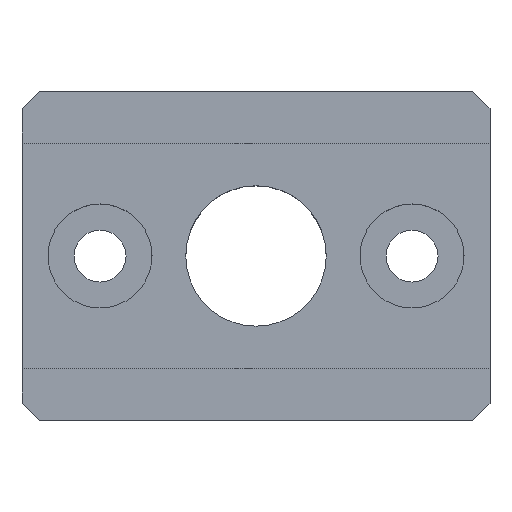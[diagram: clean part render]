
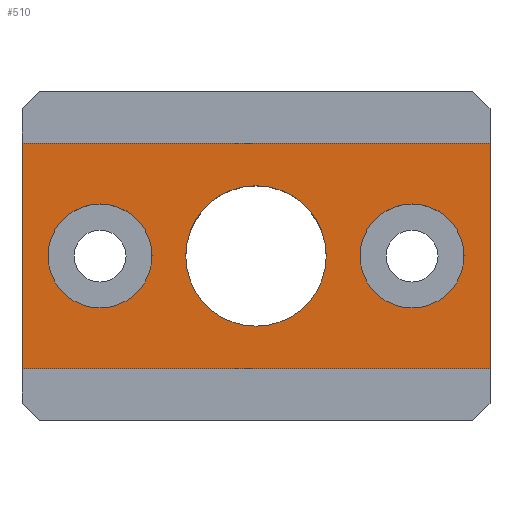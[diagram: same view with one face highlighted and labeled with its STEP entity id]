
A CAD part, top view. The second image highlights one B-rep face of the part: STEP entity #510.
In plain terms, the highlighted planar face has unit normal (0, 0, 1).
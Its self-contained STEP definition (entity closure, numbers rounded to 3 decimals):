
#13=DIRECTION('',(0.,-1.,0.));
#14=VECTOR('',#13,13.);
#15=CARTESIAN_POINT('',(-13.5,6.5,0.));
#16=LINE('',#15,#14);
#91=DIRECTION('',(1.,0.,0.));
#92=VECTOR('',#91,27.);
#93=CARTESIAN_POINT('',(-13.5,6.5,0.));
#94=LINE('',#93,#92);
#95=CARTESIAN_POINT('',(0.,0.,0.));
#96=DIRECTION('',(0.,0.,1.));
#97=DIRECTION('',(1.,0.,0.));
#98=AXIS2_PLACEMENT_3D('',#95,#96,#97);
#100=CARTESIAN_POINT('',(0.,0.,0.));
#101=DIRECTION('',(0.,0.,1.));
#102=DIRECTION('',(-1.,0.,0.));
#103=AXIS2_PLACEMENT_3D('',#100,#101,#102);
#105=CARTESIAN_POINT('',(-9.,0.,0.));
#106=DIRECTION('',(0.,0.,1.));
#107=DIRECTION('',(0.,1.,0.));
#108=AXIS2_PLACEMENT_3D('',#105,#106,#107);
#110=CARTESIAN_POINT('',(-9.,0.,0.));
#111=DIRECTION('',(0.,0.,1.));
#112=DIRECTION('',(0.,-1.,0.));
#113=AXIS2_PLACEMENT_3D('',#110,#111,#112);
#115=CARTESIAN_POINT('',(9.,0.,0.));
#116=DIRECTION('',(0.,0.,1.));
#117=DIRECTION('',(0.,1.,0.));
#118=AXIS2_PLACEMENT_3D('',#115,#116,#117);
#120=CARTESIAN_POINT('',(9.,0.,0.));
#121=DIRECTION('',(0.,0.,1.));
#122=DIRECTION('',(0.,-1.,0.));
#123=AXIS2_PLACEMENT_3D('',#120,#121,#122);
#173=DIRECTION('',(0.,-1.,0.));
#174=VECTOR('',#173,13.);
#175=CARTESIAN_POINT('',(13.5,6.5,0.));
#176=LINE('',#175,#174);
#209=DIRECTION('',(1.,0.,0.));
#210=VECTOR('',#209,27.);
#211=CARTESIAN_POINT('',(-13.5,-6.5,0.));
#212=LINE('',#211,#210);
#285=CARTESIAN_POINT('',(-13.5,-6.5,0.));
#287=VERTEX_POINT('',#285);
#290=CARTESIAN_POINT('',(-13.5,6.5,0.));
#292=VERTEX_POINT('',#290);
#293=CARTESIAN_POINT('',(13.5,-6.5,0.));
#295=VERTEX_POINT('',#293);
#298=CARTESIAN_POINT('',(13.5,6.5,0.));
#300=VERTEX_POINT('',#298);
#305=CARTESIAN_POINT('',(4.05,0.,0.));
#306=CARTESIAN_POINT('',(-4.05,0.,0.));
#307=VERTEX_POINT('',#305);
#308=VERTEX_POINT('',#306);
#349=CARTESIAN_POINT('',(-9.,3.,0.));
#350=CARTESIAN_POINT('',(-9.,-3.,0.));
#351=VERTEX_POINT('',#349);
#352=VERTEX_POINT('',#350);
#353=CARTESIAN_POINT('',(9.,3.,0.));
#354=CARTESIAN_POINT('',(9.,-3.,0.));
#355=VERTEX_POINT('',#353);
#356=VERTEX_POINT('',#354);
#480=CARTESIAN_POINT('',(-13.5,6.5,0.));
#481=DIRECTION('',(0.,0.,1.));
#482=DIRECTION('',(0.,-1.,0.));
#483=AXIS2_PLACEMENT_3D('',#480,#481,#482);
#484=PLANE('',#483);
#485=ORIENTED_EDGE('',*,*,#384,.F.);
#487=ORIENTED_EDGE('',*,*,#486,.T.);
#489=ORIENTED_EDGE('',*,*,#488,.T.);
#491=ORIENTED_EDGE('',*,*,#490,.F.);
#492=EDGE_LOOP('',(#485,#487,#489,#491));
#493=FACE_OUTER_BOUND('',#492,.F.);
#494=ORIENTED_EDGE('',*,*,#460,.T.);
#495=ORIENTED_EDGE('',*,*,#474,.T.);
#496=EDGE_LOOP('',(#494,#495));
#497=FACE_BOUND('',#496,.F.);
#499=ORIENTED_EDGE('',*,*,#498,.T.);
#501=ORIENTED_EDGE('',*,*,#500,.T.);
#502=EDGE_LOOP('',(#499,#501));
#503=FACE_BOUND('',#502,.F.);
#505=ORIENTED_EDGE('',*,*,#504,.T.);
#507=ORIENTED_EDGE('',*,*,#506,.T.);
#508=EDGE_LOOP('',(#505,#507));
#509=FACE_BOUND('',#508,.F.);
#510=ADVANCED_FACE('',(#493,#497,#503,#509),#484,.T.);
#99=CIRCLE('',#98,4.05);
#104=CIRCLE('',#103,4.05);
#109=CIRCLE('',#108,3.);
#114=CIRCLE('',#113,3.);
#119=CIRCLE('',#118,3.);
#124=CIRCLE('',#123,3.);
#384=EDGE_CURVE('',#292,#287,#16,.T.);
#460=EDGE_CURVE('',#307,#308,#99,.T.);
#474=EDGE_CURVE('',#308,#307,#104,.T.);
#486=EDGE_CURVE('',#292,#300,#94,.T.);
#488=EDGE_CURVE('',#300,#295,#176,.T.);
#490=EDGE_CURVE('',#287,#295,#212,.T.);
#498=EDGE_CURVE('',#351,#352,#109,.T.);
#500=EDGE_CURVE('',#352,#351,#114,.T.);
#504=EDGE_CURVE('',#355,#356,#119,.T.);
#506=EDGE_CURVE('',#356,#355,#124,.T.);
